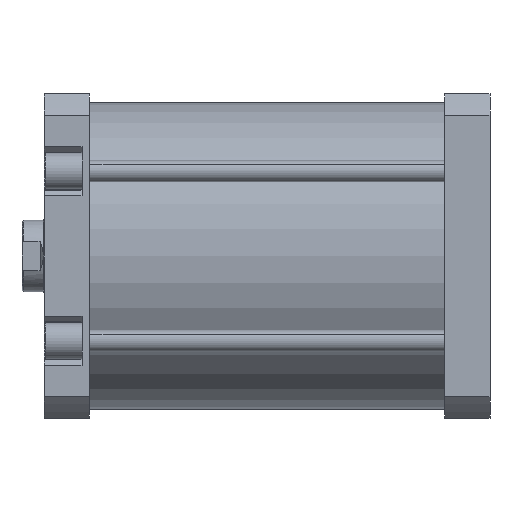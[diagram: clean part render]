
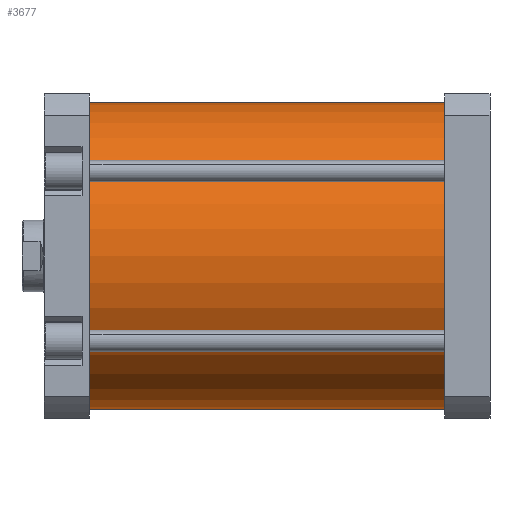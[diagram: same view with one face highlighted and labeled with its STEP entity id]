
A CAD part, front view. The second image highlights one B-rep face of the part: STEP entity #3677.
In plain terms, the highlighted cylindrical face has radius 85 mm (diameter 170 mm), a partial arc.
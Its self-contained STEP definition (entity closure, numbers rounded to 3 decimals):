
#1132 = EDGE_LOOP ( 'NONE', ( #1461, #1460, #1455, #1450 ) ) ;
#1450 = ORIENTED_EDGE ( 'NONE', *, *, #5983, .T. ) ;
#1455 = ORIENTED_EDGE ( 'NONE', *, *, #5939, .T. ) ;
#1460 = ORIENTED_EDGE ( 'NONE', *, *, #5943, .F. ) ;
#1461 = ORIENTED_EDGE ( 'NONE', *, *, #5937, .F. ) ;
#2879 = CARTESIAN_POINT ( 'NONE',  ( 85., 0., 197. ) ) ;
#2884 = CARTESIAN_POINT ( 'NONE',  ( -85., 0., 197. ) ) ;
#2885 = DIRECTION ( 'NONE',  ( 0., 0., -1. ) ) ;
#2888 = CARTESIAN_POINT ( 'NONE',  ( 0., 0., 197. ) ) ;
#2890 = DIRECTION ( 'NONE',  ( 0., 0., -1. ) ) ;
#2900 = DIRECTION ( 'NONE',  ( 0., 0., 1. ) ) ;
#2901 = DIRECTION ( 'NONE',  ( 1., 0., 0. ) ) ;
#2997 = CARTESIAN_POINT ( 'NONE',  ( 0., 0., 0. ) ) ;
#3003 = DIRECTION ( 'NONE',  ( 0., 0., 1. ) ) ;
#3004 = DIRECTION ( 'NONE',  ( 1., 0., 0. ) ) ;
#3379 = CARTESIAN_POINT ( 'NONE',  ( 85., 0., 197. ) ) ;
#3380 = CARTESIAN_POINT ( 'NONE',  ( -85., 0., 197. ) ) ;
#3381 = CARTESIAN_POINT ( 'NONE',  ( 85., 0., 0. ) ) ;
#3382 = CARTESIAN_POINT ( 'NONE',  ( -85., 0., 0. ) ) ;
#3677 = ADVANCED_FACE ( 'NONE', ( #5335 ), #5340, .T. ) ;
#4590 = DIRECTION ( 'NONE',  ( 0., 0., -1. ) ) ;
#4593 = DIRECTION ( 'NONE',  ( -1., 0., 0. ) ) ;
#4625 = CARTESIAN_POINT ( 'NONE',  ( 0., 0., 197. ) ) ;
#5335 = FACE_OUTER_BOUND ( 'NONE', #1132, .T. ) ;
#5340 = CYLINDRICAL_SURFACE ( 'NONE', #6341, 85. ) ;
#5772 = LINE ( 'NONE', #2884, #5789 ) ;
#5778 = VECTOR ( 'NONE', #2885, 1000. ) ;
#5785 = LINE ( 'NONE', #2879, #5778 ) ;
#5789 = VECTOR ( 'NONE', #2890, 1000. ) ;
#5795 = CIRCLE ( 'NONE', #6525, 85. ) ;
#5853 = CIRCLE ( 'NONE', #6550, 85. ) ;
#5937 = EDGE_CURVE ( 'NONE', #6934, #6936, #5785, .T. ) ;
#5939 = EDGE_CURVE ( 'NONE', #6935, #6937, #5772, .T. ) ;
#5943 = EDGE_CURVE ( 'NONE', #6935, #6934, #5795, .T. ) ;
#5983 = EDGE_CURVE ( 'NONE', #6937, #6936, #5853, .T. ) ;
#6341 = AXIS2_PLACEMENT_3D ( 'NONE', #4625, #4590, #4593 ) ;
#6525 = AXIS2_PLACEMENT_3D ( 'NONE', #2888, #2900, #2901 ) ;
#6550 = AXIS2_PLACEMENT_3D ( 'NONE', #2997, #3003, #3004 ) ;
#6934 = VERTEX_POINT ( 'NONE', #3379 ) ;
#6935 = VERTEX_POINT ( 'NONE', #3380 ) ;
#6936 = VERTEX_POINT ( 'NONE', #3381 ) ;
#6937 = VERTEX_POINT ( 'NONE', #3382 ) ;
